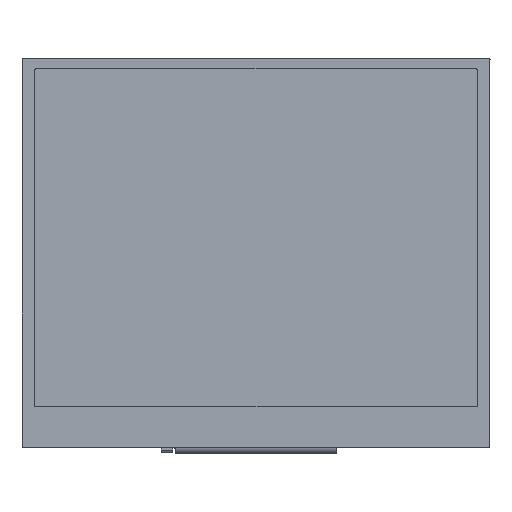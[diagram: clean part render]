
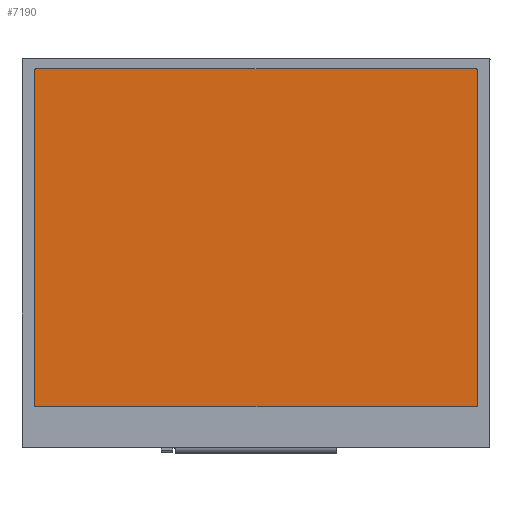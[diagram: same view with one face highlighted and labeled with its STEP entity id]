
A CAD part, top view. The second image highlights one B-rep face of the part: STEP entity #7190.
In plain terms, the highlighted planar face has unit normal (0, 0, 1).
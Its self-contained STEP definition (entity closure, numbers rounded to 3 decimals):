
#365=FACE_OUTER_BOUND('',#821,.T.);
#821=EDGE_LOOP('',(#4730,#4731,#4732,#4733,#4734,#4735,#4736,#4737));
#1278=LINE('',#10327,#2187);
#1279=LINE('',#10331,#2188);
#1280=LINE('',#10335,#2189);
#1281=LINE('',#10338,#2190);
#2187=VECTOR('',#8394,10.);
#2188=VECTOR('',#8397,10.);
#2189=VECTOR('',#8400,10.);
#2190=VECTOR('',#8403,10.);
#3096=CIRCLE('',#7875,0.2);
#3097=CIRCLE('',#7876,0.2);
#3098=CIRCLE('',#7877,0.2);
#3099=CIRCLE('',#7878,0.2);
#3139=VERTEX_POINT('',#10323);
#3140=VERTEX_POINT('',#10324);
#3141=VERTEX_POINT('',#10326);
#3142=VERTEX_POINT('',#10328);
#3143=VERTEX_POINT('',#10330);
#3144=VERTEX_POINT('',#10332);
#3145=VERTEX_POINT('',#10334);
#3146=VERTEX_POINT('',#10336);
#3775=EDGE_CURVE('',#3139,#3140,#3096,.T.);
#3776=EDGE_CURVE('',#3141,#3139,#1278,.T.);
#3777=EDGE_CURVE('',#3142,#3141,#3097,.T.);
#3778=EDGE_CURVE('',#3143,#3142,#1279,.T.);
#3779=EDGE_CURVE('',#3144,#3143,#3098,.T.);
#3780=EDGE_CURVE('',#3145,#3144,#1280,.T.);
#3781=EDGE_CURVE('',#3146,#3145,#3099,.T.);
#3782=EDGE_CURVE('',#3140,#3146,#1281,.T.);
#4730=ORIENTED_EDGE('',*,*,#3775,.F.);
#4731=ORIENTED_EDGE('',*,*,#3776,.F.);
#4732=ORIENTED_EDGE('',*,*,#3777,.F.);
#4733=ORIENTED_EDGE('',*,*,#3778,.F.);
#4734=ORIENTED_EDGE('',*,*,#3779,.F.);
#4735=ORIENTED_EDGE('',*,*,#3780,.F.);
#4736=ORIENTED_EDGE('',*,*,#3781,.F.);
#4737=ORIENTED_EDGE('',*,*,#3782,.F.);
#6640=PLANE('',#7874);
#7190=ADVANCED_FACE('',(#365),#6640,.T.);
#7874=AXIS2_PLACEMENT_3D('',#10322,#8390,#8391);
#7875=AXIS2_PLACEMENT_3D('',#10325,#8392,#8393);
#7876=AXIS2_PLACEMENT_3D('',#10329,#8395,#8396);
#7877=AXIS2_PLACEMENT_3D('',#10333,#8398,#8399);
#7878=AXIS2_PLACEMENT_3D('',#10337,#8401,#8402);
#8390=DIRECTION('center_axis',(0.,0.,1.));
#8391=DIRECTION('ref_axis',(1.,0.,0.));
#8392=DIRECTION('center_axis',(0.,0.,-1.));
#8393=DIRECTION('ref_axis',(0.,-1.,0.));
#8394=DIRECTION('',(0.,-1.,0.));
#8395=DIRECTION('center_axis',(0.,0.,-1.));
#8396=DIRECTION('ref_axis',(1.,0.,0.));
#8397=DIRECTION('',(1.,0.,0.));
#8398=DIRECTION('center_axis',(0.,0.,-1.));
#8399=DIRECTION('ref_axis',(0.,1.,0.));
#8400=DIRECTION('',(0.,1.,0.));
#8401=DIRECTION('center_axis',(0.,0.,-1.));
#8402=DIRECTION('ref_axis',(-1.,0.,0.));
#8403=DIRECTION('',(-1.,0.,0.));
#10322=CARTESIAN_POINT('Origin',(2495.859,2238.845,2.85));
#10323=CARTESIAN_POINT('',(2532.259,2211.295,2.85));
#10324=CARTESIAN_POINT('',(2532.059,2211.095,2.85));
#10325=CARTESIAN_POINT('Origin',(2532.059,2211.295,2.85));
#10326=CARTESIAN_POINT('',(2532.259,2266.395,2.85));
#10327=CARTESIAN_POINT('',(2532.259,2225.07,2.85));
#10328=CARTESIAN_POINT('',(2532.059,2266.595,2.85));
#10329=CARTESIAN_POINT('Origin',(2532.059,2266.395,2.85));
#10330=CARTESIAN_POINT('',(2459.659,2266.595,2.85));
#10331=CARTESIAN_POINT('',(2513.959,2266.595,2.85));
#10332=CARTESIAN_POINT('',(2459.459,2266.395,2.85));
#10333=CARTESIAN_POINT('Origin',(2459.659,2266.395,2.85));
#10334=CARTESIAN_POINT('',(2459.459,2211.295,2.85));
#10335=CARTESIAN_POINT('',(2459.459,2252.62,2.85));
#10336=CARTESIAN_POINT('',(2459.659,2211.095,2.85));
#10337=CARTESIAN_POINT('Origin',(2459.659,2211.295,2.85));
#10338=CARTESIAN_POINT('',(2477.759,2211.095,2.85));
